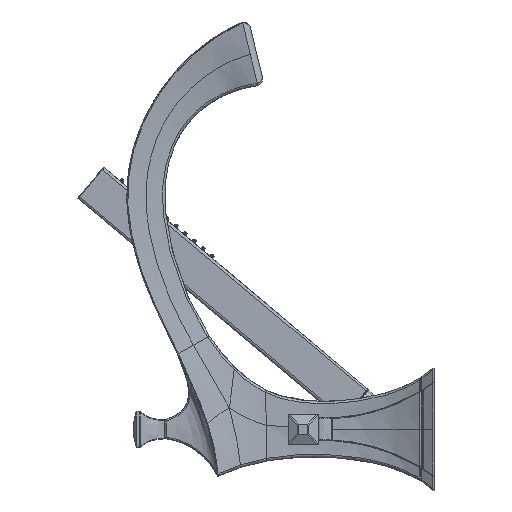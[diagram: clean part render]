
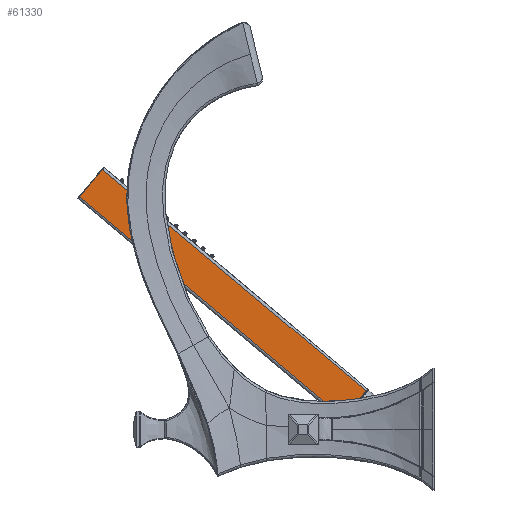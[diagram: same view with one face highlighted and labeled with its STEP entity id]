
A CAD part, left-side view. The second image highlights one B-rep face of the part: STEP entity #61330.
In plain terms, the highlighted planar face has unit normal (-1, 0, 0).
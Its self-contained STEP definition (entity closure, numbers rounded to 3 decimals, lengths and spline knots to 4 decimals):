
#42617=DIRECTION('',(0.,0.643,-0.766));
#42618=VECTOR('',#42617,0.87);
#42619=CARTESIAN_POINT('',(13.5,1.6711,0.945));
#42620=LINE('',#42619,#42618);
#42621=DIRECTION('',(0.,-0.766,-0.643));
#42622=VECTOR('',#42621,8.48);
#42623=CARTESIAN_POINT('',(13.5,8.7264,5.7294));
#42624=LINE('',#42623,#42622);
#42625=DIRECTION('',(0.,-0.643,0.766));
#42626=VECTOR('',#42625,0.87);
#42627=CARTESIAN_POINT('',(13.5,8.7264,5.7294));
#42628=LINE('',#42627,#42626);
#42629=DIRECTION('',(0.,-0.766,-0.643));
#42630=VECTOR('',#42629,8.48);
#42631=CARTESIAN_POINT('',(13.5,8.1671,6.3959));
#42632=LINE('',#42631,#42630);
#58794=CARTESIAN_POINT('',(13.5,8.7264,5.7294));
#58796=VERTEX_POINT('',#58794);
#58797=CARTESIAN_POINT('',(13.5,8.1671,6.3959));
#58798=VERTEX_POINT('',#58797);
#58819=CARTESIAN_POINT('',(13.5,1.6711,0.945));
#58820=VERTEX_POINT('',#58819);
#58821=CARTESIAN_POINT('',(13.5,2.2303,0.2786));
#58822=VERTEX_POINT('',#58821);
#61319=CARTESIAN_POINT('',(13.5,2.2644,0.2223));
#61320=DIRECTION('',(-1.,0.,0.));
#61321=DIRECTION('',(0.,-0.643,0.766));
#61322=AXIS2_PLACEMENT_3D('',#61319,#61320,#61321);
#61323=PLANE('',#61322);
#61324=ORIENTED_EDGE('',*,*,#61193,.T.);
#61325=ORIENTED_EDGE('',*,*,#61314,.F.);
#61326=ORIENTED_EDGE('',*,*,#61126,.T.);
#61327=ORIENTED_EDGE('',*,*,#61165,.T.);
#61328=EDGE_LOOP('',(#61324,#61325,#61326,#61327));
#61329=FACE_OUTER_BOUND('',#61328,.F.);
#61330=ADVANCED_FACE('',(#61329),#61323,.T.);
#61126=EDGE_CURVE('',#58796,#58798,#42628,.T.);
#61165=EDGE_CURVE('',#58798,#58820,#42632,.T.);
#61193=EDGE_CURVE('',#58820,#58822,#42620,.T.);
#61314=EDGE_CURVE('',#58796,#58822,#42624,.T.);
